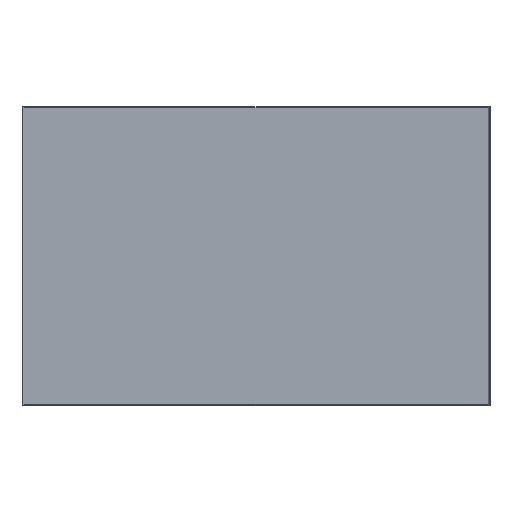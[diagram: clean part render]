
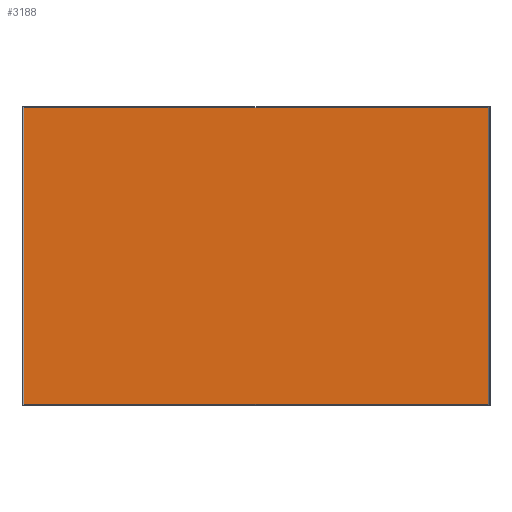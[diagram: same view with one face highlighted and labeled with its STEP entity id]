
A CAD part, top view. The second image highlights one B-rep face of the part: STEP entity #3188.
In plain terms, the highlighted planar face has unit normal (0, 0, 1).
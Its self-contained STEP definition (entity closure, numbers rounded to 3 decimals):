
#37 = DIRECTION ( 'NONE',  ( 0., -1., 0. ) ) ;
#166 = ORIENTED_EDGE ( 'NONE', *, *, #1114, .T. ) ;
#202 = CARTESIAN_POINT ( 'NONE',  ( -350.5, 223.939, 0. ) ) ;
#204 = LINE ( 'NONE', #2216, #762 ) ;
#322 = CARTESIAN_POINT ( 'NONE',  ( -350.5, -223.939, 0. ) ) ;
#422 = DIRECTION ( 'NONE',  ( 1., 0., 0. ) ) ;
#651 = DIRECTION ( 'NONE',  ( 0., 1., 0. ) ) ;
#674 = CARTESIAN_POINT ( 'NONE',  ( 0., 0., 0. ) ) ;
#762 = VECTOR ( 'NONE', #37, 1000. ) ;
#914 = ORIENTED_EDGE ( 'NONE', *, *, #1801, .F. ) ;
#944 = ORIENTED_EDGE ( 'NONE', *, *, #2393, .F. ) ;
#1034 = ORIENTED_EDGE ( 'NONE', *, *, #1872, .F. ) ;
#1114 = EDGE_CURVE ( 'NONE', #1804, #1684, #1548, .T. ) ;
#1129 = CARTESIAN_POINT ( 'NONE',  ( 350.5, -223.939, 0. ) ) ;
#1199 = DIRECTION ( 'NONE',  ( 1., 0., 0. ) ) ;
#1333 = VERTEX_POINT ( 'NONE', #202 ) ;
#1423 = CARTESIAN_POINT ( 'NONE',  ( -350.5, -225., 0. ) ) ;
#1459 = CARTESIAN_POINT ( 'NONE',  ( -354.405, -223.939, 0. ) ) ;
#1548 = LINE ( 'NONE', #1459, #1970 ) ;
#1559 = EDGE_LOOP ( 'NONE', ( #166, #914, #1034, #944 ) ) ;
#1631 = LINE ( 'NONE', #2250, #2050 ) ;
#1684 = VERTEX_POINT ( 'NONE', #1129 ) ;
#1801 = EDGE_CURVE ( 'NONE', #2057, #1684, #204, .T. ) ;
#1804 = VERTEX_POINT ( 'NONE', #322 ) ;
#1872 = EDGE_CURVE ( 'NONE', #1333, #2057, #1631, .T. ) ;
#1970 = VECTOR ( 'NONE', #1199, 1000. ) ;
#2050 = VECTOR ( 'NONE', #422, 1000. ) ;
#2057 = VERTEX_POINT ( 'NONE', #2334 ) ;
#2209 = AXIS2_PLACEMENT_3D ( 'NONE', #674, #2871, #2308 ) ;
#2216 = CARTESIAN_POINT ( 'NONE',  ( 350.5, 225., 0. ) ) ;
#2250 = CARTESIAN_POINT ( 'NONE',  ( -354.405, 223.939, 0. ) ) ;
#2290 = FACE_OUTER_BOUND ( 'NONE', #1559, .T. ) ;
#2308 = DIRECTION ( 'NONE',  ( 1., 0., 0. ) ) ;
#2334 = CARTESIAN_POINT ( 'NONE',  ( 350.5, 223.939, 0. ) ) ;
#2393 = EDGE_CURVE ( 'NONE', #1804, #1333, #2671, .T. ) ;
#2671 = LINE ( 'NONE', #1423, #2842 ) ;
#2842 = VECTOR ( 'NONE', #651, 1000. ) ;
#2871 = DIRECTION ( 'NONE',  ( 0., 0., 1. ) ) ;
#3188 = ADVANCED_FACE ( 'NONE', ( #2290 ), #3327, .T. ) ;
#3327 = PLANE ( 'NONE',  #2209 ) ;
